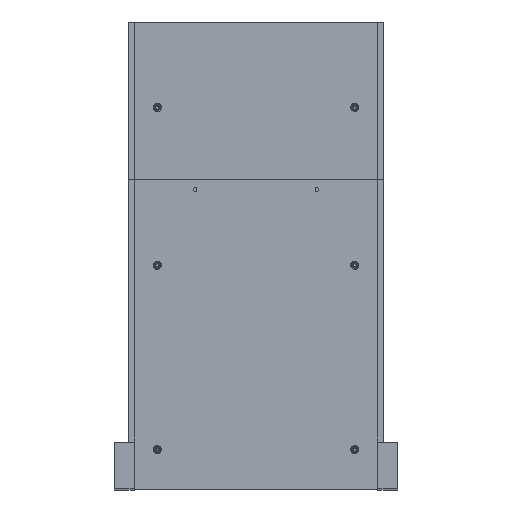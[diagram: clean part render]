
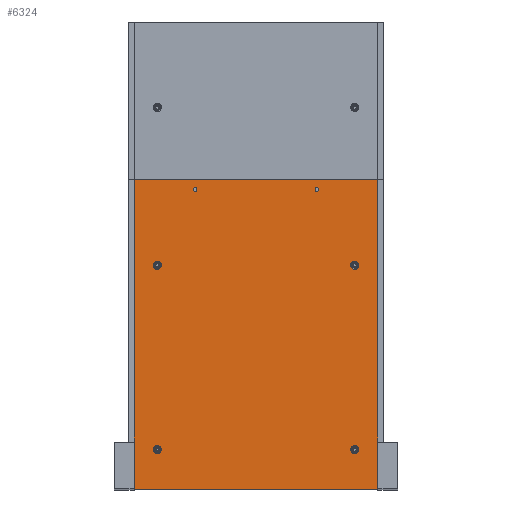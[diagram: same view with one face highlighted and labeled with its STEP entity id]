
A CAD part, top view. The second image highlights one B-rep face of the part: STEP entity #6324.
In plain terms, the highlighted face is planar.
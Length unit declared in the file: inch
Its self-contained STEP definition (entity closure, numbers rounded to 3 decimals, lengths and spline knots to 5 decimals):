
#31 = CARTESIAN_POINT ( 'NONE',  ( -4.625, 0.46875, -11. ) ) ;
#222 = VERTEX_POINT ( 'NONE', #7720 ) ;
#225 = LINE ( 'NONE', #2490, #563 ) ;
#295 = VERTEX_POINT ( 'NONE', #9498 ) ;
#314 = EDGE_CURVE ( 'NONE', #9446, #4838, #225, .T. ) ;
#453 = AXIS2_PLACEMENT_3D ( 'NONE', #5226, #3786, #1482 ) ;
#460 = CARTESIAN_POINT ( 'NONE',  ( -7.5, 0.46875, 8.89063 ) ) ;
#473 = DIRECTION ( 'NONE',  ( 0., 0., 1. ) ) ;
#563 = VECTOR ( 'NONE', #3358, 39.37008 ) ;
#572 = VERTEX_POINT ( 'NONE', #9707 ) ;
#574 = AXIS2_PLACEMENT_3D ( 'NONE', #8881, #2798, #7375 ) ;
#617 = CIRCLE ( 'NONE', #3491, 0.14063 ) ;
#792 = EDGE_CURVE ( 'NONE', #4838, #5547, #1070, .T. ) ;
#883 = ORIENTED_EDGE ( 'NONE', *, *, #5646, .F. ) ;
#1037 = CIRCLE ( 'NONE', #9493, 0.14063 ) ;
#1070 = LINE ( 'NONE', #5683, #7482 ) ;
#1146 = ORIENTED_EDGE ( 'NONE', *, *, #314, .T. ) ;
#1204 = CIRCLE ( 'NONE', #4412, 0.14063 ) ;
#1205 = CARTESIAN_POINT ( 'NONE',  ( 4.625, 0.46875, -11. ) ) ;
#1394 = CIRCLE ( 'NONE', #1416, 0.14063 ) ;
#1398 = CARTESIAN_POINT ( 'NONE',  ( -4.625, 0.46875, -10.85938 ) ) ;
#1416 = AXIS2_PLACEMENT_3D ( 'NONE', #1205, #2563, #8051 ) ;
#1430 = ORIENTED_EDGE ( 'NONE', *, *, #8472, .F. ) ;
#1482 = DIRECTION ( 'NONE',  ( 0., 0., 1. ) ) ;
#1563 = EDGE_CURVE ( 'NONE', #7232, #1712, #2010, .T. ) ;
#1581 = LINE ( 'NONE', #5625, #6475 ) ;
#1712 = VERTEX_POINT ( 'NONE', #1934 ) ;
#1757 = ORIENTED_EDGE ( 'NONE', *, *, #2916, .F. ) ;
#1934 = CARTESIAN_POINT ( 'NONE',  ( -7.5, 0.46875, 8.60938 ) ) ;
#2010 = CIRCLE ( 'NONE', #7665, 0.14063 ) ;
#2054 = EDGE_CURVE ( 'NONE', #5547, #295, #6281, .T. ) ;
#2102 = EDGE_LOOP ( 'NONE', ( #2646, #883 ) ) ;
#2108 = DIRECTION ( 'NONE',  ( 0., 0., 1. ) ) ;
#2175 = VERTEX_POINT ( 'NONE', #6380 ) ;
#2194 = DIRECTION ( 'NONE',  ( 0., 0., 1. ) ) ;
#2275 = CARTESIAN_POINT ( 'NONE',  ( -7.5, 0.46875, 8.75 ) ) ;
#2309 = EDGE_CURVE ( 'NONE', #2586, #2424, #1037, .T. ) ;
#2351 = CIRCLE ( 'NONE', #3011, 0.14063 ) ;
#2424 = VERTEX_POINT ( 'NONE', #6211 ) ;
#2490 = CARTESIAN_POINT ( 'NONE',  ( -9.25, 0.46875, 11.75 ) ) ;
#2563 = DIRECTION ( 'NONE',  ( 0., 1., 0. ) ) ;
#2586 = VERTEX_POINT ( 'NONE', #9383 ) ;
#2646 = ORIENTED_EDGE ( 'NONE', *, *, #1563, .F. ) ;
#2710 = FACE_OUTER_BOUND ( 'NONE', #7484, .T. ) ;
#2798 = DIRECTION ( 'NONE',  ( 0., -1., 0. ) ) ;
#2857 = CARTESIAN_POINT ( 'NONE',  ( 4.625, 0.46875, -10.85938 ) ) ;
#2916 = EDGE_CURVE ( 'NONE', #7641, #9750, #3780, .T. ) ;
#2985 = ORIENTED_EDGE ( 'NONE', *, *, #8958, .F. ) ;
#3006 = CARTESIAN_POINT ( 'NONE',  ( 9.25, 0.46875, -11.75 ) ) ;
#3011 = AXIS2_PLACEMENT_3D ( 'NONE', #6675, #6632, #2108 ) ;
#3073 = CARTESIAN_POINT ( 'NONE',  ( -9.25, 0.46875, -11.75 ) ) ;
#3358 = DIRECTION ( 'NONE',  ( 1., 0., 0. ) ) ;
#3462 = ORIENTED_EDGE ( 'NONE', *, *, #9850, .T. ) ;
#3486 = DIRECTION ( 'NONE',  ( 0., 1., 0. ) ) ;
#3491 = AXIS2_PLACEMENT_3D ( 'NONE', #4611, #6191, #9899 ) ;
#3495 = CARTESIAN_POINT ( 'NONE',  ( 7.5, 0.46875, -5.25 ) ) ;
#3661 = DIRECTION ( 'NONE',  ( 0., 1., 0. ) ) ;
#3717 = CARTESIAN_POINT ( 'NONE',  ( -7.5, 0.46875, -5.25 ) ) ;
#3751 = VERTEX_POINT ( 'NONE', #3962 ) ;
#3758 = ORIENTED_EDGE ( 'NONE', *, *, #7862, .F. ) ;
#3780 = CIRCLE ( 'NONE', #8184, 0.14063 ) ;
#3786 = DIRECTION ( 'NONE',  ( 0., 1., 0. ) ) ;
#3807 = CARTESIAN_POINT ( 'NONE',  ( 7.5, 0.46875, -5.25 ) ) ;
#3815 = CIRCLE ( 'NONE', #8507, 0.14063 ) ;
#3962 = CARTESIAN_POINT ( 'NONE',  ( 7.5, 0.46875, 8.89063 ) ) ;
#4007 = DIRECTION ( 'NONE',  ( 0., 0., 1. ) ) ;
#4031 = ORIENTED_EDGE ( 'NONE', *, *, #792, .T. ) ;
#4148 = DIRECTION ( 'NONE',  ( 0., 0., -1. ) ) ;
#4213 = FACE_BOUND ( 'NONE', #7576, .T. ) ;
#4366 = EDGE_LOOP ( 'NONE', ( #8161, #1430 ) ) ;
#4412 = AXIS2_PLACEMENT_3D ( 'NONE', #9272, #7014, #2194 ) ;
#4432 = DIRECTION ( 'NONE',  ( 0., 1., 0. ) ) ;
#4504 = EDGE_CURVE ( 'NONE', #2424, #2586, #8203, .T. ) ;
#4552 = EDGE_LOOP ( 'NONE', ( #2985, #3758 ) ) ;
#4611 = CARTESIAN_POINT ( 'NONE',  ( -4.625, 0.46875, -11. ) ) ;
#4838 = VERTEX_POINT ( 'NONE', #9718 ) ;
#4889 = ORIENTED_EDGE ( 'NONE', *, *, #8542, .F. ) ;
#4972 = DIRECTION ( 'NONE',  ( 0., 1., 0. ) ) ;
#5226 = CARTESIAN_POINT ( 'NONE',  ( 4.625, 0.46875, -11. ) ) ;
#5253 = DIRECTION ( 'NONE',  ( 0., 0., 1. ) ) ;
#5545 = DIRECTION ( 'NONE',  ( 0., 1., 0. ) ) ;
#5547 = VERTEX_POINT ( 'NONE', #3006 ) ;
#5625 = CARTESIAN_POINT ( 'NONE',  ( -9.25, 0.46875, 11.75 ) ) ;
#5646 = EDGE_CURVE ( 'NONE', #1712, #7232, #1204, .T. ) ;
#5683 = CARTESIAN_POINT ( 'NONE',  ( 9.25, 0.46875, 11.75 ) ) ;
#5714 = CARTESIAN_POINT ( 'NONE',  ( -7.5, 0.46875, -5.10937 ) ) ;
#5750 = FACE_BOUND ( 'NONE', #2102, .T. ) ;
#5805 = PLANE ( 'NONE',  #574 ) ;
#5844 = CARTESIAN_POINT ( 'NONE',  ( -9.25, 0.46875, 11.75 ) ) ;
#5875 = CARTESIAN_POINT ( 'NONE',  ( 7.5, 0.46875, 8.75 ) ) ;
#6168 = VERTEX_POINT ( 'NONE', #1398 ) ;
#6191 = DIRECTION ( 'NONE',  ( 0., 1., 0. ) ) ;
#6211 = CARTESIAN_POINT ( 'NONE',  ( 7.5, 0.46875, -5.10937 ) ) ;
#6281 = LINE ( 'NONE', #3073, #8622 ) ;
#6324 = ADVANCED_FACE ( 'NONE', ( #4213, #6514, #9657, #5750, #7325, #2710, #8982 ), #5805, .F. ) ;
#6380 = CARTESIAN_POINT ( 'NONE',  ( 4.625, 0.46875, -11.14063 ) ) ;
#6401 = VERTEX_POINT ( 'NONE', #2857 ) ;
#6475 = VECTOR ( 'NONE', #7292, 39.37008 ) ;
#6514 = FACE_BOUND ( 'NONE', #8477, .T. ) ;
#6632 = DIRECTION ( 'NONE',  ( 0., 1., 0. ) ) ;
#6675 = CARTESIAN_POINT ( 'NONE',  ( 7.5, 0.46875, 8.75 ) ) ;
#6691 = DIRECTION ( 'NONE',  ( 0., 0., 1. ) ) ;
#6810 = ORIENTED_EDGE ( 'NONE', *, *, #2309, .F. ) ;
#6998 = CARTESIAN_POINT ( 'NONE',  ( -7.5, 0.46875, -5.25 ) ) ;
#7014 = DIRECTION ( 'NONE',  ( 0., 1., 0. ) ) ;
#7053 = DIRECTION ( 'NONE',  ( 0., 1., 0. ) ) ;
#7081 = CIRCLE ( 'NONE', #7243, 0.14063 ) ;
#7232 = VERTEX_POINT ( 'NONE', #460 ) ;
#7243 = AXIS2_PLACEMENT_3D ( 'NONE', #3717, #4432, #5253 ) ;
#7266 = EDGE_CURVE ( 'NONE', #3751, #222, #2351, .T. ) ;
#7292 = DIRECTION ( 'NONE',  ( 0., 0., 1. ) ) ;
#7325 = FACE_BOUND ( 'NONE', #4552, .T. ) ;
#7357 = ORIENTED_EDGE ( 'NONE', *, *, #7467, .F. ) ;
#7375 = DIRECTION ( 'NONE',  ( 0., 0., -1. ) ) ;
#7467 = EDGE_CURVE ( 'NONE', #572, #6168, #7698, .T. ) ;
#7482 = VECTOR ( 'NONE', #4148, 39.37008 ) ;
#7484 = EDGE_LOOP ( 'NONE', ( #4031, #8399, #3462, #1146 ) ) ;
#7548 = AXIS2_PLACEMENT_3D ( 'NONE', #3495, #4972, #9842 ) ;
#7576 = EDGE_LOOP ( 'NONE', ( #4889, #1757 ) ) ;
#7641 = VERTEX_POINT ( 'NONE', #8134 ) ;
#7665 = AXIS2_PLACEMENT_3D ( 'NONE', #2275, #3661, #8444 ) ;
#7677 = ORIENTED_EDGE ( 'NONE', *, *, #4504, .F. ) ;
#7698 = CIRCLE ( 'NONE', #8195, 0.14063 ) ;
#7720 = CARTESIAN_POINT ( 'NONE',  ( 7.5, 0.46875, 8.60938 ) ) ;
#7819 = DIRECTION ( 'NONE',  ( 0., 1., 0. ) ) ;
#7862 = EDGE_CURVE ( 'NONE', #2175, #6401, #9666, .T. ) ;
#8051 = DIRECTION ( 'NONE',  ( 0., 0., 1. ) ) ;
#8134 = CARTESIAN_POINT ( 'NONE',  ( -7.5, 0.46875, -5.39062 ) ) ;
#8161 = ORIENTED_EDGE ( 'NONE', *, *, #7266, .F. ) ;
#8184 = AXIS2_PLACEMENT_3D ( 'NONE', #6998, #7053, #6691 ) ;
#8195 = AXIS2_PLACEMENT_3D ( 'NONE', #31, #7819, #4007 ) ;
#8203 = CIRCLE ( 'NONE', #7548, 0.14063 ) ;
#8399 = ORIENTED_EDGE ( 'NONE', *, *, #2054, .T. ) ;
#8444 = DIRECTION ( 'NONE',  ( 0., 0., 1. ) ) ;
#8472 = EDGE_CURVE ( 'NONE', #222, #3751, #3815, .T. ) ;
#8477 = EDGE_LOOP ( 'NONE', ( #7677, #6810 ) ) ;
#8507 = AXIS2_PLACEMENT_3D ( 'NONE', #5875, #3486, #473 ) ;
#8542 = EDGE_CURVE ( 'NONE', #9750, #7641, #7081, .T. ) ;
#8596 = EDGE_LOOP ( 'NONE', ( #9333, #7357 ) ) ;
#8622 = VECTOR ( 'NONE', #9361, 39.37008 ) ;
#8626 = DIRECTION ( 'NONE',  ( 0., 0., 1. ) ) ;
#8881 = CARTESIAN_POINT ( 'NONE',  ( 0., 0.46875, 0. ) ) ;
#8958 = EDGE_CURVE ( 'NONE', #6401, #2175, #1394, .T. ) ;
#8982 = FACE_BOUND ( 'NONE', #8596, .T. ) ;
#9068 = EDGE_CURVE ( 'NONE', #6168, #572, #617, .T. ) ;
#9272 = CARTESIAN_POINT ( 'NONE',  ( -7.5, 0.46875, 8.75 ) ) ;
#9333 = ORIENTED_EDGE ( 'NONE', *, *, #9068, .F. ) ;
#9361 = DIRECTION ( 'NONE',  ( -1., 0., 0. ) ) ;
#9383 = CARTESIAN_POINT ( 'NONE',  ( 7.5, 0.46875, -5.39062 ) ) ;
#9446 = VERTEX_POINT ( 'NONE', #5844 ) ;
#9493 = AXIS2_PLACEMENT_3D ( 'NONE', #3807, #5545, #8626 ) ;
#9498 = CARTESIAN_POINT ( 'NONE',  ( -9.25, 0.46875, -11.75 ) ) ;
#9657 = FACE_BOUND ( 'NONE', #4366, .T. ) ;
#9666 = CIRCLE ( 'NONE', #453, 0.14063 ) ;
#9707 = CARTESIAN_POINT ( 'NONE',  ( -4.625, 0.46875, -11.14063 ) ) ;
#9718 = CARTESIAN_POINT ( 'NONE',  ( 9.25, 0.46875, 11.75 ) ) ;
#9750 = VERTEX_POINT ( 'NONE', #5714 ) ;
#9842 = DIRECTION ( 'NONE',  ( 0., 0., 1. ) ) ;
#9850 = EDGE_CURVE ( 'NONE', #295, #9446, #1581, .T. ) ;
#9899 = DIRECTION ( 'NONE',  ( 0., 0., 1. ) ) ;
